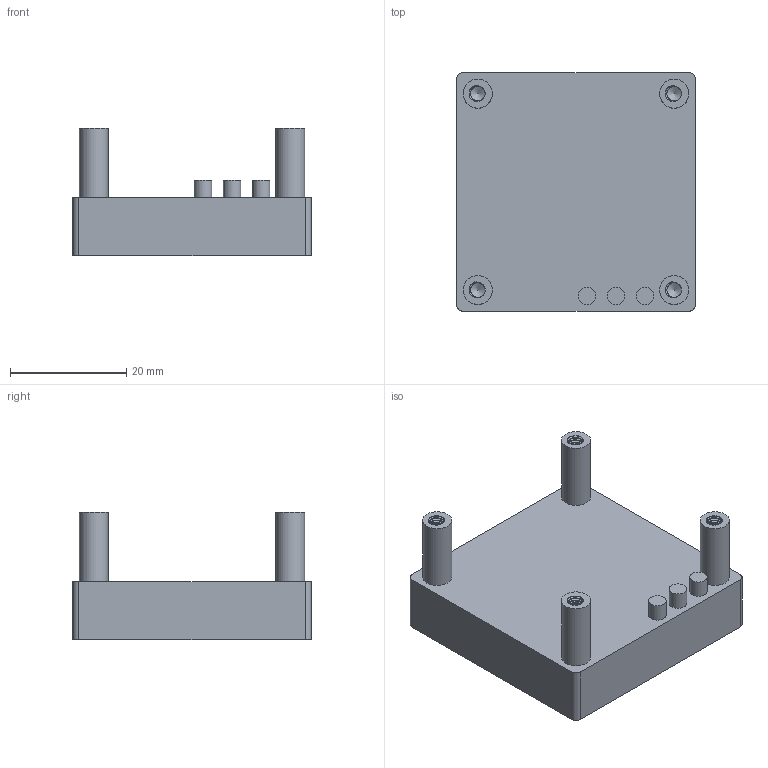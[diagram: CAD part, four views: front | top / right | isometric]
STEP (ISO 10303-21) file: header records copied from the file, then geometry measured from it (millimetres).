
FILE_DESCRIPTION(('FreeCAD Model'),'2;1');
FILE_NAME('Open CASCADE Shape Model','2025-01-28T14:06:18',('Author'),( ''),'Open CASCADE STEP processor 7.6','FreeCAD','Unknown');
FILE_SCHEMA(('AUTOMOTIVE_DESIGN { 1 0 10303 214 1 1 1 1 }'));
Length unit declared in the file: millimetre
Products named in the file (2): fg40_drawing; Body
Assembly tree (1 placements, depth 2):
  fg40_drawing
    Body
Bounding box: 41 x 41 x 22 mm (x, y, z)
Volume: 17568.4 mm3; surface area: 6361.8 mm2
Topology: 1 solids, 1 shells, 372 faces, 757 edges, 398 vertices
Faces by surface type: bspline 252, cylinder 95, plane 21, cone 4
Full cylindrical faces by diameter (mm): 2.52 x80, 3 x3, 5 x4
Entity records: 35387 total; most frequent: CARTESIAN_POINT 29709, ORIENTED_EDGE 1506, EDGE_CURVE 753, B_SPLINE_CURVE_WITH_KNOTS 600, DIRECTION 435, VERTEX_POINT 398, FACE_BOUND 387, EDGE_LOOP 387
